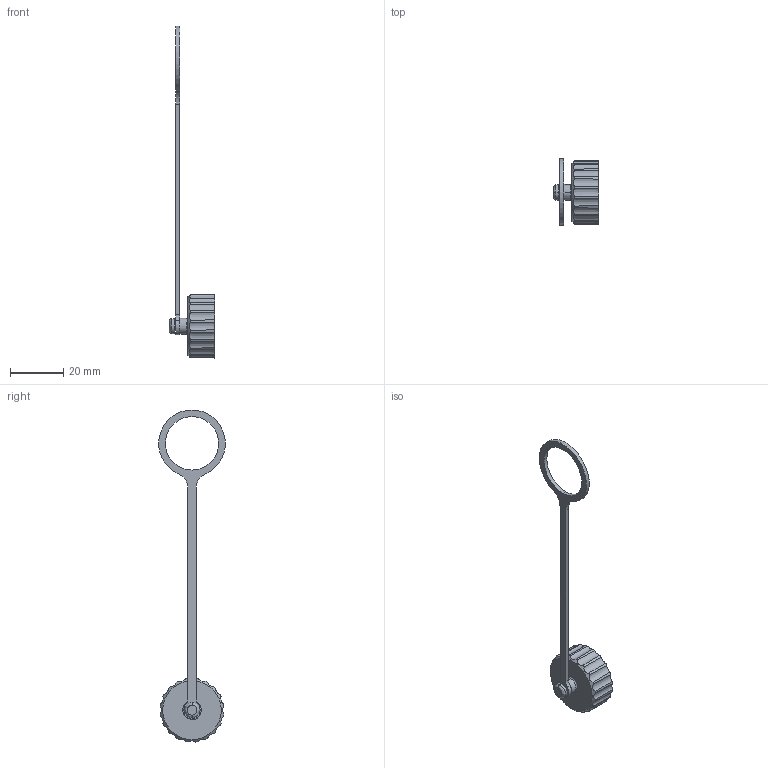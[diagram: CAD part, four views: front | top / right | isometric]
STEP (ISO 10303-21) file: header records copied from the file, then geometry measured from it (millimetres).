
FILE_DESCRIPTION (( 'STEP AP203' ), '1' );
FILE_NAME ('P470(PCN13-16-28UN-1).STEP', '2020-04-16T02:01:34', ( 'edpusr' ), ( 'Microsoft' ), 'SwSTEP 2.0', 'SolidWorks 2015', '' );
FILE_SCHEMA (( 'CONFIG_CONTROL_DESIGN' ));
Length unit declared in the file: millimetre
Products named in the file (1): P470(PCN13-16-28UN-1)
Bounding box: 17 x 24.98 x 124.42 mm (x, y, z)
Volume: 2623.9 mm3; surface area: 3824.2 mm2
Topology: 1 solids, 1 shells, 103 faces, 311 edges, 215 vertices
Faces by surface type: cylinder 51, cone 27, bspline 16, plane 9
Entity records: 7647 total; most frequent: CARTESIAN_POINT 5021, ORIENTED_EDGE 622, DIRECTION 428, EDGE_CURVE 311, VERTEX_POINT 215, AXIS2_PLACEMENT_3D 190, B_SPLINE_CURVE_WITH_KNOTS 159, EDGE_LOOP 110
